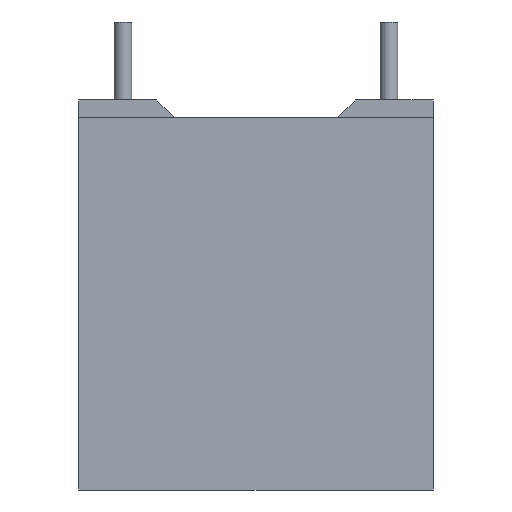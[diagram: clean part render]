
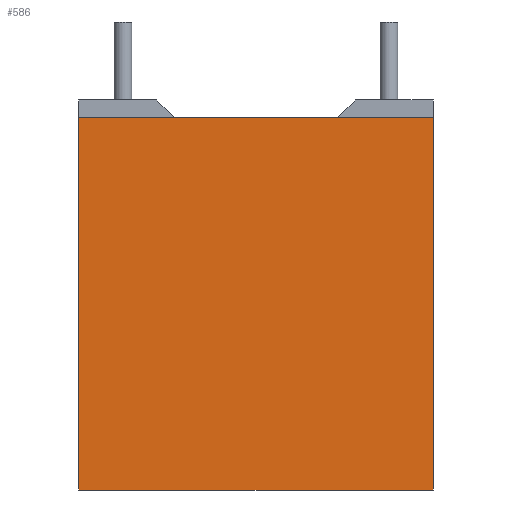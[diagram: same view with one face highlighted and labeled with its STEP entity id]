
A CAD part, front view. The second image highlights one B-rep face of the part: STEP entity #586.
In plain terms, the highlighted planar face has unit normal (0, -1, 0).
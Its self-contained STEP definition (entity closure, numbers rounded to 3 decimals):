
#6 = AXIS2_PLACEMENT_3D ( 'NONE', #72, #815, #673 ) ;
#45 = LINE ( 'NONE', #242, #296 ) ;
#72 = CARTESIAN_POINT ( 'NONE',  ( -5., -2.5, -10.5 ) ) ;
#89 = DIRECTION ( 'NONE',  ( 0., 0., 1. ) ) ;
#92 = CARTESIAN_POINT ( 'NONE',  ( 5., -2.5, -10.5 ) ) ;
#95 = CARTESIAN_POINT ( 'NONE',  ( -5., -2.5, -10.5 ) ) ;
#123 = FACE_OUTER_BOUND ( 'NONE', #635, .T. ) ;
#177 = LINE ( 'NONE', #516, #669 ) ;
#234 = VECTOR ( 'NONE', #623, 1000. ) ;
#242 = CARTESIAN_POINT ( 'NONE',  ( -5., -2.5, 0. ) ) ;
#291 = VERTEX_POINT ( 'NONE', #748 ) ;
#296 = VECTOR ( 'NONE', #316, 1000. ) ;
#297 = VERTEX_POINT ( 'NONE', #480 ) ;
#316 = DIRECTION ( 'NONE',  ( 1., 0., 0. ) ) ;
#320 = VERTEX_POINT ( 'NONE', #418 ) ;
#351 = ORIENTED_EDGE ( 'NONE', *, *, #496, .T. ) ;
#391 = PLANE ( 'NONE',  #6 ) ;
#418 = CARTESIAN_POINT ( 'NONE',  ( 5., -2.5, -10.5 ) ) ;
#480 = CARTESIAN_POINT ( 'NONE',  ( 5., -2.5, 0. ) ) ;
#496 = EDGE_CURVE ( 'NONE', #320, #297, #509, .T. ) ;
#506 = CARTESIAN_POINT ( 'NONE',  ( -5., -2.5, 0. ) ) ;
#508 = EDGE_CURVE ( 'NONE', #291, #742, #777, .T. ) ;
#509 = LINE ( 'NONE', #92, #234 ) ;
#516 = CARTESIAN_POINT ( 'NONE',  ( -5., -2.5, -10.5 ) ) ;
#586 = ADVANCED_FACE ( 'NONE', ( #123 ), #391, .T. ) ;
#623 = DIRECTION ( 'NONE',  ( 0., 0., 1. ) ) ;
#635 = EDGE_LOOP ( 'NONE', ( #746, #850, #718, #351 ) ) ;
#669 = VECTOR ( 'NONE', #787, 1000. ) ;
#673 = DIRECTION ( 'NONE',  ( 1., 0., 0. ) ) ;
#718 = ORIENTED_EDGE ( 'NONE', *, *, #809, .T. ) ;
#742 = VERTEX_POINT ( 'NONE', #506 ) ;
#746 = ORIENTED_EDGE ( 'NONE', *, *, #819, .F. ) ;
#748 = CARTESIAN_POINT ( 'NONE',  ( -5., -2.5, -10.5 ) ) ;
#777 = LINE ( 'NONE', #95, #822 ) ;
#787 = DIRECTION ( 'NONE',  ( 1., 0., 0. ) ) ;
#809 = EDGE_CURVE ( 'NONE', #291, #320, #177, .T. ) ;
#815 = DIRECTION ( 'NONE',  ( 0., -1., 0. ) ) ;
#819 = EDGE_CURVE ( 'NONE', #742, #297, #45, .T. ) ;
#822 = VECTOR ( 'NONE', #89, 1000. ) ;
#850 = ORIENTED_EDGE ( 'NONE', *, *, #508, .F. ) ;
